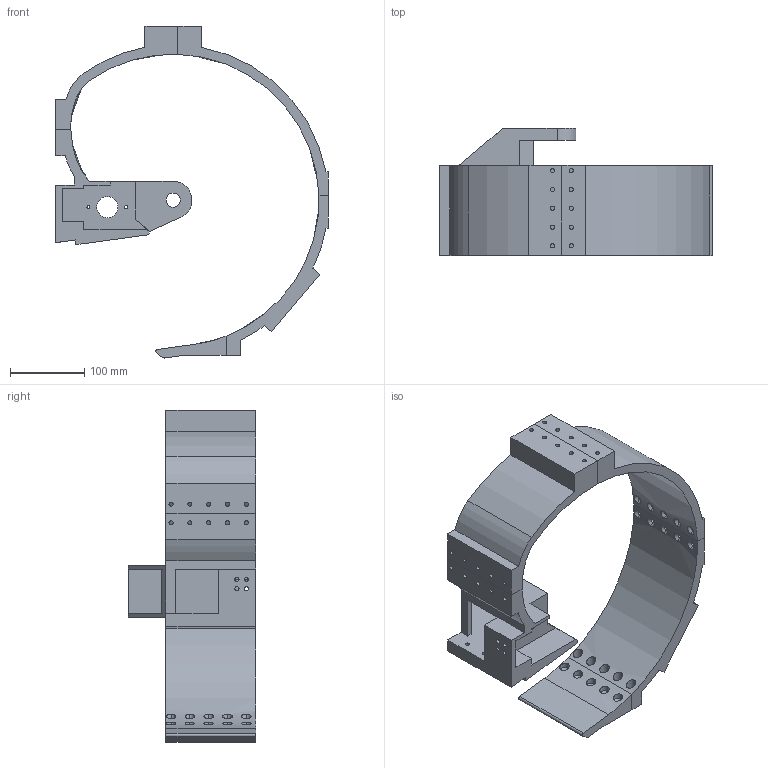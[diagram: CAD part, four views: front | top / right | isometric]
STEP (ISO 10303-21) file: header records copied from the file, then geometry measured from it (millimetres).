
FILE_DESCRIPTION (( 'STEP AP214' ), '1' );
FILE_NAME ('3D printed frame.STEP', '2026-02-15T19:09:00', ( '' ), ( '' ), 'SwSTEP 2.0', 'SolidWorks 2024', '' );
FILE_SCHEMA (( 'AUTOMOTIVE_DESIGN' ));
Length unit declared in the file: inch
Products named in the file (1): 3D printed frame
Bounding box: 368.3 x 172.09 x 448.08 mm (x, y, z)
Surface area: 434019.8 mm2 (no closed solid volume)
Topology: 0 solids, 6 shells, 356 faces, 862 edges, 518 vertices
Faces by surface type: cylinder 198, cone 80, plane 74, bspline 4
Entity records: 13770 total; most frequent: CARTESIAN_POINT 5199, DIRECTION 1780, ORIENTED_EDGE 1720, EDGE_CURVE 862, AXIS2_PLACEMENT_3D 661, VERTEX_POINT 518, EDGE_LOOP 459, VECTOR 458
